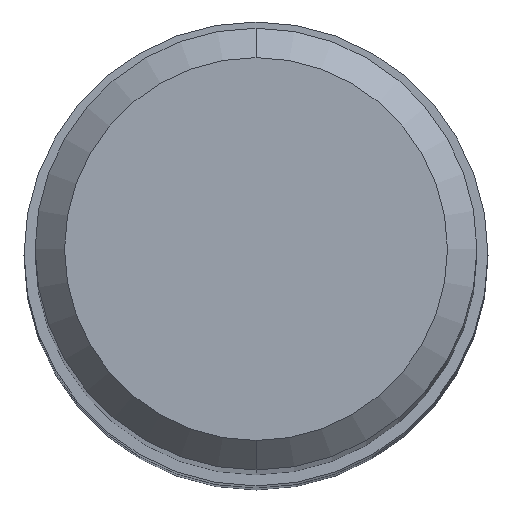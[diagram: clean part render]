
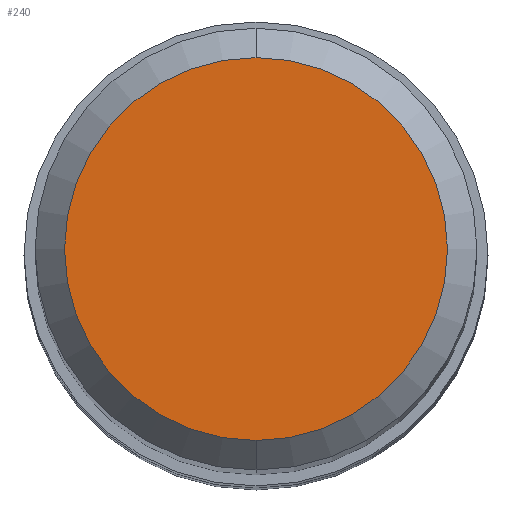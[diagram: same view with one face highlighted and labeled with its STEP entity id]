
A CAD part, top view. The second image highlights one B-rep face of the part: STEP entity #240.
In plain terms, the highlighted planar face has unit normal (0, 0, 1).
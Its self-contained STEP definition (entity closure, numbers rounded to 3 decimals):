
#172=VERTEX_POINT('',#465);
#182=EDGE_CURVE('',#172,#408,#475,.T.);
#186=EDGE_CURVE('',#408,#172,#479,.T.);
#240=ADVANCED_FACE('',(#538),#539,.T.);
#408=VERTEX_POINT('',#724);
#465=CARTESIAN_POINT('',(0.0,2.6,0.0));
#475=CIRCLE('',#845,2.6);
#479=CIRCLE('',#852,2.6);
#538=FACE_OUTER_BOUND('',#984,.T.);
#539=PLANE('',#985);
#724=CARTESIAN_POINT('',(0.,-2.6,0.0));
#845=AXIS2_PLACEMENT_3D('',#1389,#1390,#1391);
#852=AXIS2_PLACEMENT_3D('',#1393,#1394,#1395);
#984=EDGE_LOOP('',(#1465,#1466));
#985=AXIS2_PLACEMENT_3D('',#1467,#1468,#1469);
#1389=CARTESIAN_POINT('',(0.0,0.0,0.0));
#1390=DIRECTION('',(0.0,0.0,-1.0));
#1391=DIRECTION('',(0.0,1.0,0.0));
#1393=CARTESIAN_POINT('',(0.0,0.0,0.0));
#1394=DIRECTION('',(0.0,0.0,-1.0));
#1395=DIRECTION('',(0.0,1.0,0.0));
#1465=ORIENTED_EDGE('',*,*,#182,.F.);
#1466=ORIENTED_EDGE('',*,*,#186,.F.);
#1467=CARTESIAN_POINT('',(0.0,1.3,0.0));
#1468=DIRECTION('',(-0.0,0.0,1.0));
#1469=DIRECTION('',(0.0,-1.0,0.0));
